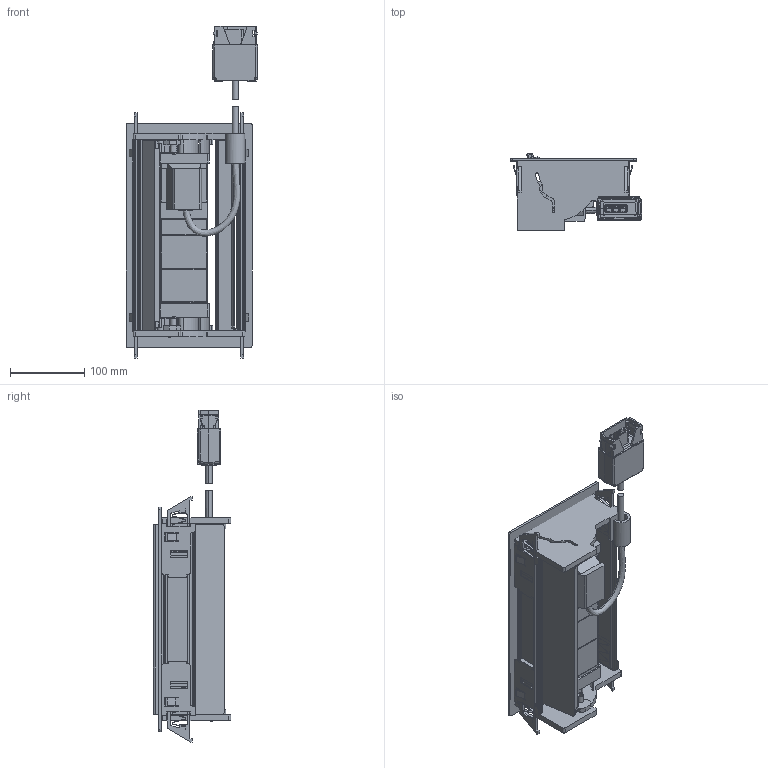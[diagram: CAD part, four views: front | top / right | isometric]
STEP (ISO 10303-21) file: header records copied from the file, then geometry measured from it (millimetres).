
FILE_DESCRIPTION(('CATIA V5 STEP Exchange','CAx-IF Rec.Pracs.--- Model Styling and Organization---1.5--- 2016-08-15','CAx-IF Rec.Pracs.---Supplemental Geometry---1.0---2011-11-01','CAx-IF Rec.Pracs.--- Composite Materials ---1.1---2010-07-15'),'2;1');
FILE_NAME('LG-654962_AllCATPart.stp','2023-10-04T10:16:15+00:00',('none'),('none'),'CATIA Version 5-6 Release 2020 SP3','CATIA V5 STEP AP214 v2','none');
FILE_SCHEMA(('AUTOMOTIVE_DESIGN { 1 0 10303 214 1 1 1 1 }'));
Products named in the file (1): LG-654962_AllCATPart
Bounding box: 177.79 x 104.57 x 448.24 mm (x, y, z)
Volume: 928934.5 mm3; surface area: 628627.4 mm2
Topology: 51 solids, 51 shells, 2589 faces, 7036 edges, 4550 vertices
Faces by surface type: plane 1753, cylinder 700, bspline 58, sphere 48, extrusion 12, cone 10, torus 8
Entity records: 82150 total; most frequent: CARTESIAN_POINT 19946, ORIENTED_EDGE 13984, DIRECTION 10745, EDGE_CURVE 6968, VECTOR 5199, LINE 5187, VERTEX_POINT 4534, AXIS2_PLACEMENT_3D 3356
